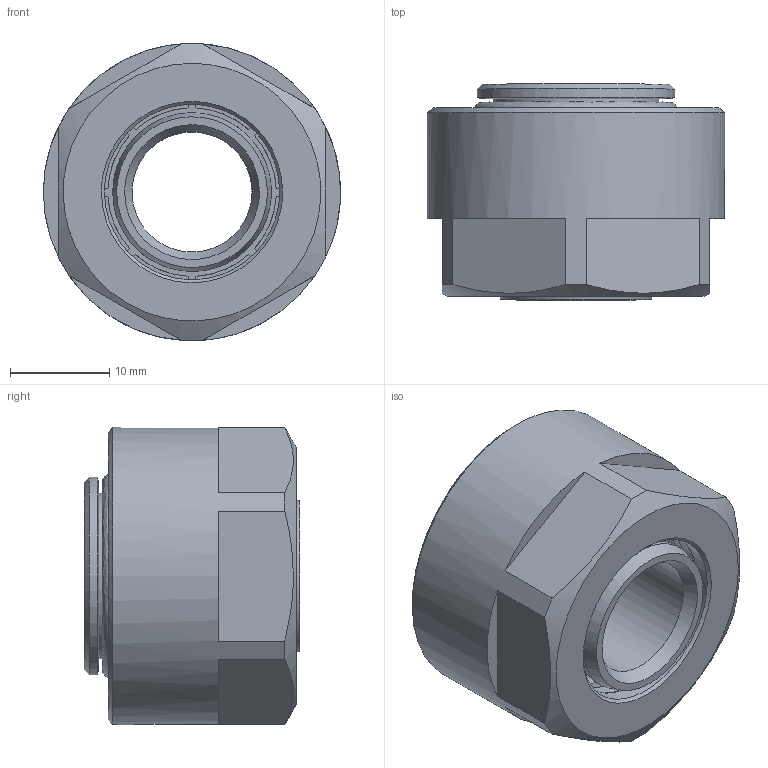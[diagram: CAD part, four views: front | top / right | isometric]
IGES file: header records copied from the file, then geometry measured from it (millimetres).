
Global section: file name: 619056; native system: Autodesk Inventor 2023; preprocessor: unknown; author: JANAN; date: 20240725.145205; units: millimetre
Bounding box: 30 x 21.78 x 29.98 mm (x, y, z)
Volume: 8796.1 mm3; surface area: 9501 mm2
Topology: 5 solids, 5 shells, 536 faces, 1540 edges, 1016 vertices
Faces by surface type: bspline 536
